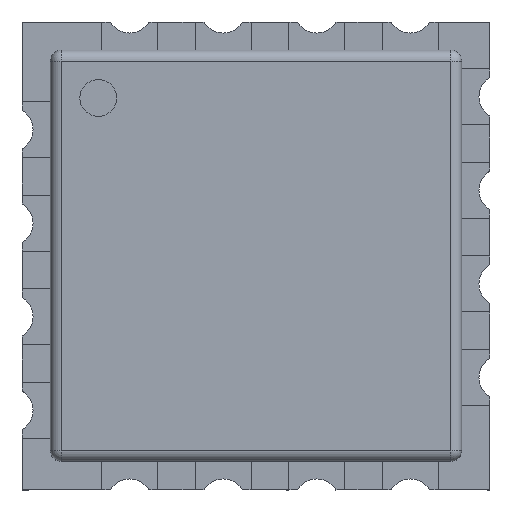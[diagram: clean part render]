
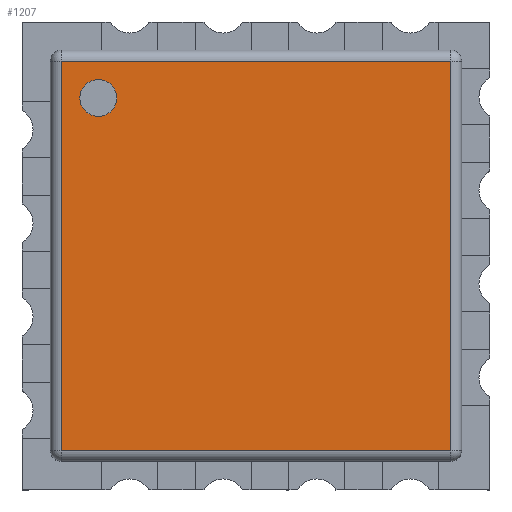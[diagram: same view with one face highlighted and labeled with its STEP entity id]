
A CAD part, top view. The second image highlights one B-rep face of the part: STEP entity #1207.
In plain terms, the highlighted free-form (B-spline) face has degree [1, 1] with [2, 2] control points.
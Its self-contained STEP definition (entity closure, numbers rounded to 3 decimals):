
#168=CARTESIAN_POINT('',(-4.28,3.78,5.59));
#169=VERTEX_POINT('',#168);
#178=CARTESIAN_POINT('',(-4.28,4.78,5.59));
#179=VERTEX_POINT('',#178);
#180=CARTESIAN_POINT('',(-4.28,4.28,5.59));
#181=DIRECTION('',(0.0,0.0,-1.0));
#182=DIRECTION('',(0.0,-1.0,0.0));
#183=AXIS2_PLACEMENT_3D('',#180,#181,#182);
#184=CIRCLE('',#183,0.5);
#185=EDGE_CURVE('',#179,#169,#184,.T.);
#895=CARTESIAN_POINT('',(-4.28,4.28,5.59));
#896=DIRECTION('',(0.0,0.0,-1.0));
#897=DIRECTION('',(0.0,-1.0,0.0));
#898=AXIS2_PLACEMENT_3D('',#895,#896,#897);
#899=CIRCLE('',#898,0.5);
#900=EDGE_CURVE('',#169,#179,#899,.T.);
#929=CARTESIAN_POINT('',(-5.28,-5.28,5.59));
#930=VERTEX_POINT('',#929);
#953=CARTESIAN_POINT('',(-5.28,5.28,5.59));
#954=VERTEX_POINT('',#953);
#993=CARTESIAN_POINT('',(5.28,-5.28,5.59));
#994=VERTEX_POINT('',#993);
#1017=CARTESIAN_POINT('',(5.28,5.28,5.59));
#1018=VERTEX_POINT('',#1017);
#1051=CARTESIAN_POINT('',(5.28,5.28,5.59));
#1052=DIRECTION('',(0.0,-1.0,0.0));
#1053=VECTOR('',#1052,10.56);
#1054=LINE('',#1051,#1053);
#1055=EDGE_CURVE('',#1018,#994,#1054,.T.);
#1068=CARTESIAN_POINT('',(-5.28,5.28,5.59));
#1069=DIRECTION('',(1.0,0.0,0.0));
#1070=VECTOR('',#1069,10.56);
#1071=LINE('',#1068,#1070);
#1072=EDGE_CURVE('',#954,#1018,#1071,.T.);
#1108=CARTESIAN_POINT('',(5.28,-5.28,5.59));
#1109=DIRECTION('',(-1.0,0.0,0.0));
#1110=VECTOR('',#1109,10.56);
#1111=LINE('',#1108,#1110);
#1112=EDGE_CURVE('',#994,#930,#1111,.T.);
#1142=CARTESIAN_POINT('',(-5.28,-5.28,5.59));
#1143=DIRECTION('',(0.0,1.0,0.0));
#1144=VECTOR('',#1143,10.56);
#1145=LINE('',#1142,#1144);
#1146=EDGE_CURVE('',#930,#954,#1145,.T.);
#1192=CARTESIAN_POINT('',(5.28,5.28,5.59));
#1193=CARTESIAN_POINT('',(-5.28,5.28,5.59));
#1194=CARTESIAN_POINT('',(5.28,-5.28,5.59));
#1195=CARTESIAN_POINT('',(-5.28,-5.28,5.59));
#1196=B_SPLINE_SURFACE_WITH_KNOTS('',1,1,((#1192,#1194),(#1193,#1195)),.UNSPECIFIED.,.F.,.F.,.U.,(2,2),(2,2),(0.0,10.56),(0.0,10.56),.UNSPECIFIED.);
#1197=ORIENTED_EDGE('',*,*,#1055,.F.);
#1198=ORIENTED_EDGE('',*,*,#1072,.F.);
#1199=ORIENTED_EDGE('',*,*,#1146,.F.);
#1200=ORIENTED_EDGE('',*,*,#1112,.F.);
#1201=EDGE_LOOP('',(#1197,#1198,#1199,#1200));
#1202=FACE_OUTER_BOUND('',#1201,.T.);
#1203=ORIENTED_EDGE('',*,*,#900,.T.);
#1204=ORIENTED_EDGE('',*,*,#185,.T.);
#1205=EDGE_LOOP('',(#1203,#1204));
#1206=FACE_BOUND('',#1205,.T.);
#1207=ADVANCED_FACE('',(#1202,#1206),#1196,.T.);
